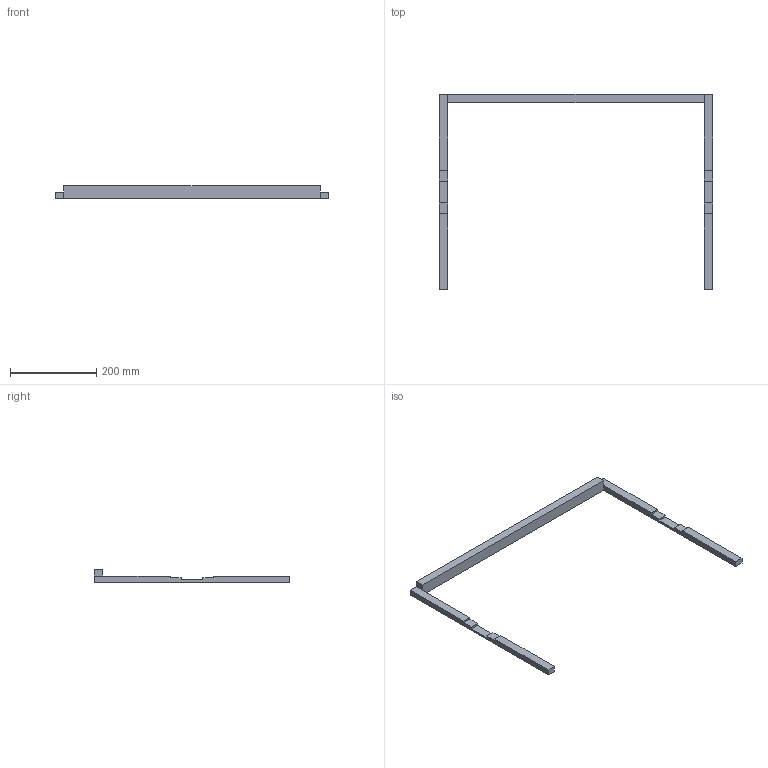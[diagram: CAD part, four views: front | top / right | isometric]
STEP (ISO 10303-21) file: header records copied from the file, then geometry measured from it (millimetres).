
FILE_DESCRIPTION(('CATIA V5 STEP Exchange'),'2;1');
FILE_NAME('Piece 2 petit.stp','2020-06-09T11:14:42+00:00',('none'),('none'),'CATIA Version 5 Release 21 GA (IN-10)','CATIA V5 STEP AP203','none');
FILE_SCHEMA(('CONFIG_CONTROL_DESIGN'));
Length unit declared in the file: millimetre
Products named in the file (1): Part2
Bounding box: 634 x 453 x 28 mm (x, y, z)
Volume: 559780 mm3; surface area: 117818 mm2
Topology: 1 solids, 1 shells, 32 faces, 92 edges, 62 vertices
Faces by surface type: plane 32
Entity records: 1004 total; most frequent: ORIENTED_EDGE 184, CARTESIAN_POINT 173, DIRECTION 128, VECTOR 92, EDGE_CURVE 92, LINE 92, VERTEX_POINT 62, ADVANCED_FACE 32
